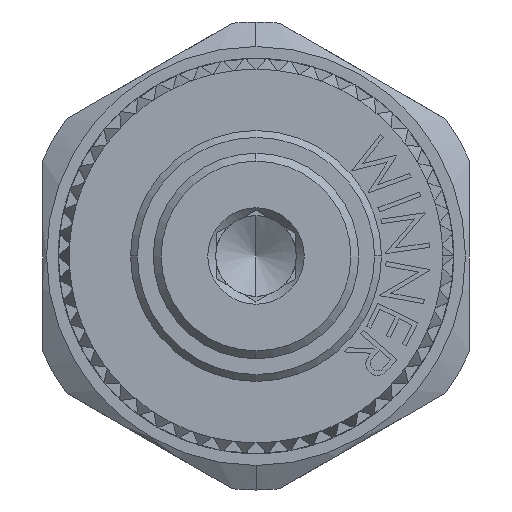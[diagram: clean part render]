
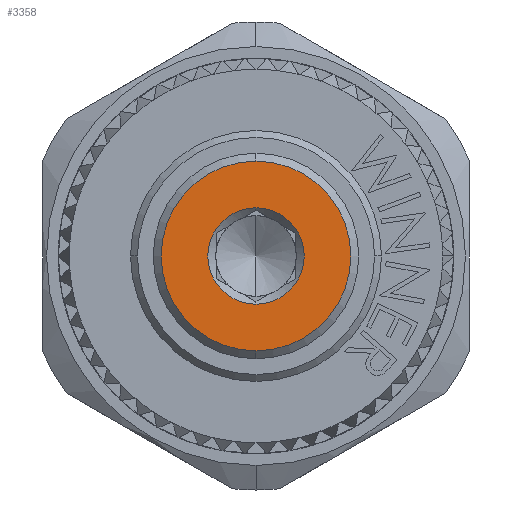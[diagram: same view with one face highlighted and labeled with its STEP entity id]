
A CAD part, left-side view. The second image highlights one B-rep face of the part: STEP entity #3358.
In plain terms, the highlighted planar face has unit normal (-1, 0, 0).
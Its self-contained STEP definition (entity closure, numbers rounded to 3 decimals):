
#221 = CIRCLE ( 'NONE', #1967, 6. ) ;
#732 = CARTESIAN_POINT ( 'NONE',  ( -122.14, 0., 0. ) ) ;
#733 = DIRECTION ( 'NONE',  ( -1., 0., 0. ) ) ;
#734 = DIRECTION ( 'NONE',  ( 0., 0., -1. ) ) ;
#1738 = AXIS2_PLACEMENT_3D ( 'NONE', #6469, #6470, #6471 ) ;
#1967 = AXIS2_PLACEMENT_3D ( 'NONE', #732, #733, #734 ) ;
#2556 = AXIS2_PLACEMENT_3D ( 'NONE', #23452, #23455, #23456 ) ;
#2560 = AXIS2_PLACEMENT_3D ( 'NONE', #23376, #23378, #23379 ) ;
#3358 = ADVANCED_FACE ( 'NONE', ( #17627, #17526 ), #18508, .F. ) ;
#3707 = CIRCLE ( 'NONE', #1738, 3.05 ) ;
#6469 = CARTESIAN_POINT ( 'NONE',  ( -122.14, 0., 0. ) ) ;
#6470 = DIRECTION ( 'NONE',  ( 1., 0., 0. ) ) ;
#6471 = DIRECTION ( 'NONE',  ( 0., 0., -1. ) ) ;
#10638 = CARTESIAN_POINT ( 'NONE',  ( -122.14, 0., -6. ) ) ;
#10801 = CARTESIAN_POINT ( 'NONE',  ( -122.14, 0., 3.05 ) ) ;
#10822 = CARTESIAN_POINT ( 'NONE',  ( -122.14, 0., -3.05 ) ) ;
#10895 = CARTESIAN_POINT ( 'NONE',  ( -122.14, 0., 6. ) ) ;
#16418 = EDGE_LOOP ( 'NONE', ( #26754, #26596 ) ) ;
#16881 = VERTEX_POINT ( 'NONE', #10801 ) ;
#16905 = VERTEX_POINT ( 'NONE', #10822 ) ;
#17380 = VERTEX_POINT ( 'NONE', #10895 ) ;
#17526 = FACE_OUTER_BOUND ( 'NONE', #17770, .T. ) ;
#17627 = FACE_BOUND ( 'NONE', #16418, .T. ) ;
#17770 = EDGE_LOOP ( 'NONE', ( #26752, #26594 ) ) ;
#17880 = VERTEX_POINT ( 'NONE', #10638 ) ;
#18253 = CARTESIAN_POINT ( 'NONE',  ( -122.14, 6.5, 0. ) ) ;
#18508 = PLANE ( 'NONE',  #28464 ) ;
#18843 = DIRECTION ( 'NONE',  ( 1., 0., 0. ) ) ;
#19477 = DIRECTION ( 'NONE',  ( 0., 0., -1. ) ) ;
#20499 = CIRCLE ( 'NONE', #2560, 6. ) ;
#20518 = CIRCLE ( 'NONE', #2556, 3.05 ) ;
#23376 = CARTESIAN_POINT ( 'NONE',  ( -122.14, 0., 0. ) ) ;
#23378 = DIRECTION ( 'NONE',  ( -1., 0., 0. ) ) ;
#23379 = DIRECTION ( 'NONE',  ( 0., 0., -1. ) ) ;
#23452 = CARTESIAN_POINT ( 'NONE',  ( -122.14, 0., 0. ) ) ;
#23455 = DIRECTION ( 'NONE',  ( 1., 0., 0. ) ) ;
#23456 = DIRECTION ( 'NONE',  ( 0., 0., -1. ) ) ;
#26594 = ORIENTED_EDGE ( 'NONE', *, *, #29081, .T. ) ;
#26596 = ORIENTED_EDGE ( 'NONE', *, *, #31481, .T. ) ;
#26752 = ORIENTED_EDGE ( 'NONE', *, *, #31015, .T. ) ;
#26754 = ORIENTED_EDGE ( 'NONE', *, *, #29096, .T. ) ;
#28464 = AXIS2_PLACEMENT_3D ( 'NONE', #18253, #18843, #19477 ) ;
#29081 = EDGE_CURVE ( 'NONE', #17380, #17880, #20499, .T. ) ;
#29096 = EDGE_CURVE ( 'NONE', #16881, #16905, #20518, .T. ) ;
#31015 = EDGE_CURVE ( 'NONE', #17880, #17380, #221, .T. ) ;
#31481 = EDGE_CURVE ( 'NONE', #16905, #16881, #3707, .T. ) ;
